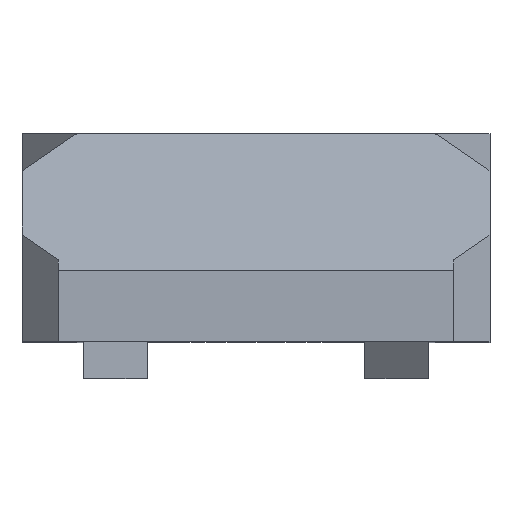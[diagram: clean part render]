
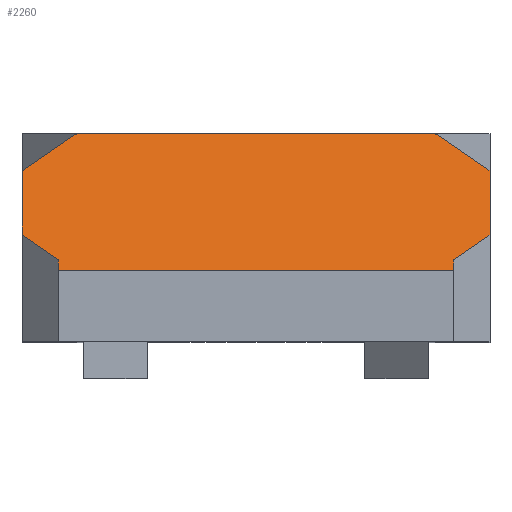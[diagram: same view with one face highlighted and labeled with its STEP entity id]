
A CAD part, top view. The second image highlights one B-rep face of the part: STEP entity #2260.
In plain terms, the highlighted planar face has unit normal (0, 0.824, 0.567).
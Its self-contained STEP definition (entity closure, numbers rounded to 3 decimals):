
#117=PLANE('',#2378);
#223=FACE_OUTER_BOUND('',#349,.T.);
#349=EDGE_LOOP('',(#1930,#1931,#1932,#1933,#1934,#1935,#1936,#1937,#1938,
#1939));
#538=LINE('',#3657,#786);
#542=LINE('',#3665,#790);
#557=LINE('',#3698,#805);
#559=LINE('',#3701,#807);
#561=LINE('',#3705,#809);
#574=LINE('',#3737,#822);
#575=LINE('',#3739,#823);
#576=LINE('',#3741,#824);
#577=LINE('',#3743,#825);
#578=LINE('',#3744,#826);
#786=VECTOR('',#2645,10.);
#790=VECTOR('',#2653,10.);
#805=VECTOR('',#2688,10.);
#807=VECTOR('',#2692,10.);
#809=VECTOR('',#2696,10.);
#822=VECTOR('',#2725,10.);
#823=VECTOR('',#2726,10.);
#824=VECTOR('',#2727,10.);
#825=VECTOR('',#2728,10.);
#826=VECTOR('',#2729,10.);
#1093=VERTEX_POINT('',#3649);
#1095=VERTEX_POINT('',#3655);
#1097=VERTEX_POINT('',#3663);
#1104=VERTEX_POINT('',#3695);
#1105=VERTEX_POINT('',#3697);
#1106=VERTEX_POINT('',#3703);
#1117=VERTEX_POINT('',#3736);
#1118=VERTEX_POINT('',#3738);
#1119=VERTEX_POINT('',#3740);
#1120=VERTEX_POINT('',#3742);
#1368=EDGE_CURVE('',#1093,#1095,#538,.T.);
#1372=EDGE_CURVE('',#1095,#1097,#542,.T.);
#1387=EDGE_CURVE('',#1105,#1104,#557,.T.);
#1389=EDGE_CURVE('',#1097,#1105,#559,.T.);
#1391=EDGE_CURVE('',#1106,#1104,#561,.F.);
#1406=EDGE_CURVE('',#1106,#1117,#574,.T.);
#1407=EDGE_CURVE('',#1117,#1118,#575,.T.);
#1408=EDGE_CURVE('',#1119,#1118,#576,.T.);
#1409=EDGE_CURVE('',#1120,#1119,#577,.T.);
#1410=EDGE_CURVE('',#1093,#1120,#578,.T.);
#1930=ORIENTED_EDGE('',*,*,#1387,.T.);
#1931=ORIENTED_EDGE('',*,*,#1391,.F.);
#1932=ORIENTED_EDGE('',*,*,#1406,.T.);
#1933=ORIENTED_EDGE('',*,*,#1407,.T.);
#1934=ORIENTED_EDGE('',*,*,#1408,.F.);
#1935=ORIENTED_EDGE('',*,*,#1409,.F.);
#1936=ORIENTED_EDGE('',*,*,#1410,.F.);
#1937=ORIENTED_EDGE('',*,*,#1368,.T.);
#1938=ORIENTED_EDGE('',*,*,#1372,.T.);
#1939=ORIENTED_EDGE('',*,*,#1389,.T.);
#2260=ADVANCED_FACE('',(#223),#117,.F.);
#2378=AXIS2_PLACEMENT_3D('',#3735,#2723,#2724);
#2645=DIRECTION('',(-0.636,-0.437,0.636));
#2653=DIRECTION('',(0.,-0.567,0.824));
#2688=DIRECTION('',(0.,-0.567,0.824));
#2692=DIRECTION('',(0.636,-0.437,0.636));
#2696=DIRECTION('',(1.,0.,0.));
#2723=DIRECTION('center_axis',(0.,-0.824,
-0.567));
#2724=DIRECTION('ref_axis',(0.,-0.567,0.824));
#2725=DIRECTION('',(0.,0.567,-0.824));
#2726=DIRECTION('',(0.636,0.437,-0.636));
#2727=DIRECTION('',(0.,-0.567,0.824));
#2728=DIRECTION('',(0.636,-0.437,0.636));
#2729=DIRECTION('',(1.,0.,0.));
#3649=CARTESIAN_POINT('',(-9.9,-16.5,17.));
#3655=CARTESIAN_POINT('',(-12.9,-18.563,20.));
#3657=CARTESIAN_POINT('',(-11.706,-17.741,18.806));
#3663=CARTESIAN_POINT('',(-12.9,-22.118,25.172));
#3665=CARTESIAN_POINT('',(-12.9,-16.5,17.));
#3695=CARTESIAN_POINT('',(-10.9,-24.063,28.));
#3697=CARTESIAN_POINT('',(-10.9,-23.493,27.172));
#3698=CARTESIAN_POINT('',(-10.9,-20.235,22.432));
#3701=CARTESIAN_POINT('',(-12.677,-22.271,25.395));
#3703=CARTESIAN_POINT('',(10.9,-24.063,28.));
#3705=CARTESIAN_POINT('',(5.,-24.063,28.));
#3735=CARTESIAN_POINT('Origin',(0.,-16.5,17.));
#3736=CARTESIAN_POINT('',(10.9,-23.493,27.172));
#3737=CARTESIAN_POINT('',(10.9,-20.235,22.432));
#3738=CARTESIAN_POINT('',(12.9,-22.118,25.172));
#3739=CARTESIAN_POINT('',(12.677,-22.271,25.395));
#3740=CARTESIAN_POINT('',(12.9,-18.563,20.));
#3741=CARTESIAN_POINT('',(12.9,-16.5,17.));
#3742=CARTESIAN_POINT('',(9.9,-16.5,17.));
#3743=CARTESIAN_POINT('',(9.684,-16.351,16.784));
#3744=CARTESIAN_POINT('',(0.,-16.5,17.));
